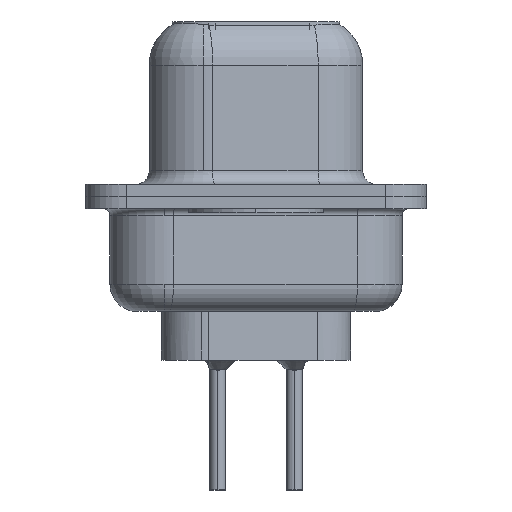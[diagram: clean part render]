
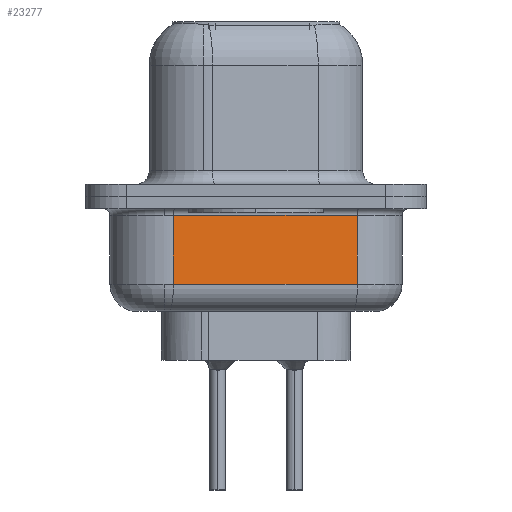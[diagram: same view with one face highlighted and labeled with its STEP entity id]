
A CAD part, left-side view. The second image highlights one B-rep face of the part: STEP entity #23277.
In plain terms, the highlighted planar face has unit normal (-0.985, -0.174, 0).
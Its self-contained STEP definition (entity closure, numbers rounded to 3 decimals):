
#599 = LINE ( 'NONE', #18636, #15180 ) ;
#621 = LINE ( 'NONE', #14827, #1664 ) ;
#937 = EDGE_CURVE ( 'NONE', #17093, #15480, #599, .T. ) ;
#1664 = VECTOR ( 'NONE', #5011, 1000. ) ;
#2087 = PLANE ( 'NONE',  #16799 ) ;
#3369 = CARTESIAN_POINT ( 'NONE',  ( 2.85, 3.053, -4.25 ) ) ;
#4240 = CARTESIAN_POINT ( 'NONE',  ( 4.049, -3.747, -3.25 ) ) ;
#5011 = DIRECTION ( 'NONE',  ( 0.174, -0.985, 0. ) ) ;
#5690 = CARTESIAN_POINT ( 'NONE',  ( 2.85, 3.053, -0.7 ) ) ;
#5876 = VECTOR ( 'NONE', #13375, 1000. ) ;
#6815 = ORIENTED_EDGE ( 'NONE', *, *, #7421, .F. ) ;
#6954 = EDGE_CURVE ( 'NONE', #21539, #17093, #621, .T. ) ;
#7421 = EDGE_CURVE ( 'NONE', #21539, #8590, #9340, .T. ) ;
#8590 = VERTEX_POINT ( 'NONE', #9866 ) ;
#8949 = FACE_OUTER_BOUND ( 'NONE', #12666, .T. ) ;
#9198 = DIRECTION ( 'NONE',  ( 0., 0., 1. ) ) ;
#9340 = LINE ( 'NONE', #3369, #14414 ) ;
#9866 = CARTESIAN_POINT ( 'NONE',  ( 2.85, 3.053, -0.7 ) ) ;
#10209 = CARTESIAN_POINT ( 'NONE',  ( 2.85, 3.053, -3.25 ) ) ;
#10787 = CARTESIAN_POINT ( 'NONE',  ( 2.85, 3.053, -4.25 ) ) ;
#11214 = CARTESIAN_POINT ( 'NONE',  ( 4.049, -3.747, -0.7 ) ) ;
#11655 = ORIENTED_EDGE ( 'NONE', *, *, #937, .T. ) ;
#12666 = EDGE_LOOP ( 'NONE', ( #6815, #21175, #11655, #22402 ) ) ;
#13375 = DIRECTION ( 'NONE',  ( -0.174, 0.985, 0. ) ) ;
#14414 = VECTOR ( 'NONE', #9198, 1000. ) ;
#14659 = DIRECTION ( 'NONE',  ( 0., 0., 1. ) ) ;
#14827 = CARTESIAN_POINT ( 'NONE',  ( 2.85, 3.053, -3.25 ) ) ;
#15180 = VECTOR ( 'NONE', #14659, 1000. ) ;
#15480 = VERTEX_POINT ( 'NONE', #11214 ) ;
#16799 = AXIS2_PLACEMENT_3D ( 'NONE', #10787, #24363, #18857 ) ;
#17093 = VERTEX_POINT ( 'NONE', #4240 ) ;
#18054 = EDGE_CURVE ( 'NONE', #15480, #8590, #25982, .T. ) ;
#18636 = CARTESIAN_POINT ( 'NONE',  ( 4.049, -3.747, -4.25 ) ) ;
#18857 = DIRECTION ( 'NONE',  ( -0.174, 0.985, 0. ) ) ;
#21175 = ORIENTED_EDGE ( 'NONE', *, *, #6954, .T. ) ;
#21539 = VERTEX_POINT ( 'NONE', #10209 ) ;
#22402 = ORIENTED_EDGE ( 'NONE', *, *, #18054, .T. ) ;
#23277 = ADVANCED_FACE ( 'NONE', ( #8949 ), #2087, .F. ) ;
#24363 = DIRECTION ( 'NONE',  ( 0.985, 0.174, 0. ) ) ;
#25982 = LINE ( 'NONE', #5690, #5876 ) ;
